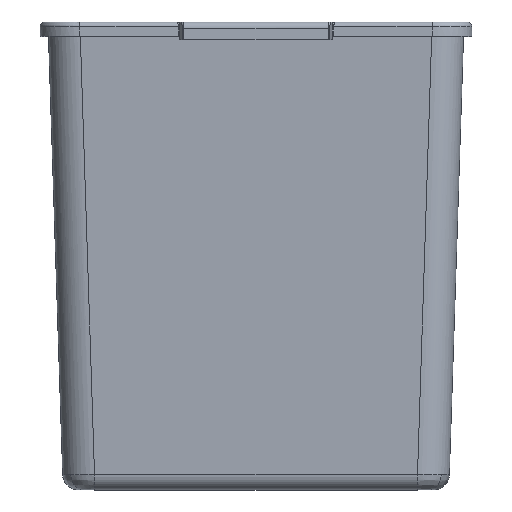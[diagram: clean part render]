
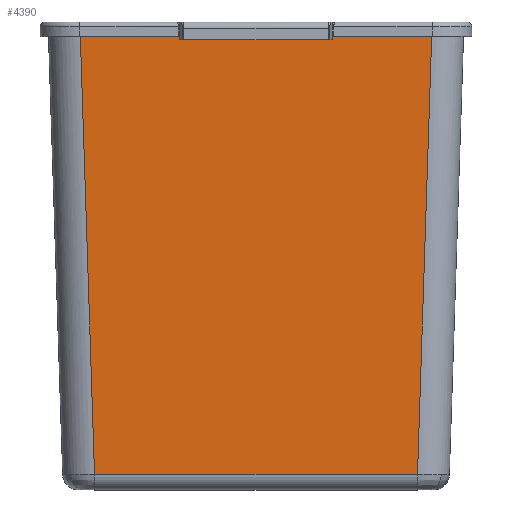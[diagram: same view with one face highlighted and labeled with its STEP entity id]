
A CAD part, top view. The second image highlights one B-rep face of the part: STEP entity #4390.
In plain terms, the highlighted planar face has unit normal (0, -0.029, 1).
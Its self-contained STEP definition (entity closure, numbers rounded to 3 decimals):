
#46 = VECTOR ( 'NONE', #7155, 1000. ) ;
#408 = EDGE_LOOP ( 'NONE', ( #6633, #2810, #1136, #4226 ) ) ;
#427 = VECTOR ( 'NONE', #5342, 1000. ) ;
#727 = VERTEX_POINT ( 'NONE', #5908 ) ;
#848 = LINE ( 'NONE', #1950, #1796 ) ;
#1136 = ORIENTED_EDGE ( 'NONE', *, *, #4103, .T. ) ;
#1332 = CARTESIAN_POINT ( 'NONE',  ( 100.864, -4.449, 40.871 ) ) ;
#1796 = VECTOR ( 'NONE', #6726, 1000. ) ;
#1803 = VECTOR ( 'NONE', #7121, 1000. ) ;
#1950 = CARTESIAN_POINT ( 'NONE',  ( -100.864, -4.449, 40.871 ) ) ;
#2237 = VERTEX_POINT ( 'NONE', #3039 ) ;
#2275 = EDGE_CURVE ( 'NONE', #2564, #4351, #4883, .T. ) ;
#2347 = CARTESIAN_POINT ( 'NONE',  ( -101.323, 9.71, 41.281 ) ) ;
#2564 = VERTEX_POINT ( 'NONE', #2347 ) ;
#2810 = ORIENTED_EDGE ( 'NONE', *, *, #5227, .T. ) ;
#3039 = CARTESIAN_POINT ( 'NONE',  ( 110.217, 284.481, 49.239 ) ) ;
#3081 = LINE ( 'NONE', #1332, #427 ) ;
#3832 = CARTESIAN_POINT ( 'NONE',  ( 101.323, 9.71, 41.281 ) ) ;
#4103 = EDGE_CURVE ( 'NONE', #727, #2564, #848, .T. ) ;
#4153 = CARTESIAN_POINT ( 'NONE',  ( 0., 9.71, 41.281 ) ) ;
#4226 = ORIENTED_EDGE ( 'NONE', *, *, #2275, .T. ) ;
#4351 = VERTEX_POINT ( 'NONE', #3832 ) ;
#4390 = ADVANCED_FACE ( 'NONE', ( #7104 ), #5205, .F. ) ;
#4598 = DIRECTION ( 'NONE',  ( 0., 1., 0.029 ) ) ;
#4883 = LINE ( 'NONE', #4153, #46 ) ;
#5205 = PLANE ( 'NONE',  #7328 ) ;
#5227 = EDGE_CURVE ( 'NONE', #2237, #727, #5493, .T. ) ;
#5342 = DIRECTION ( 'NONE',  ( 0.032, 0.999, 0.029 ) ) ;
#5493 = LINE ( 'NONE', #6507, #1803 ) ;
#5554 = EDGE_CURVE ( 'NONE', #4351, #2237, #3081, .T. ) ;
#5908 = CARTESIAN_POINT ( 'NONE',  ( -110.217, 284.481, 49.239 ) ) ;
#6507 = CARTESIAN_POINT ( 'NONE',  ( 0., 284.481, 49.239 ) ) ;
#6633 = ORIENTED_EDGE ( 'NONE', *, *, #5554, .T. ) ;
#6726 = DIRECTION ( 'NONE',  ( 0.032, -0.999, -0.029 ) ) ;
#6993 = DIRECTION ( 'NONE',  ( 0., 0.029, -1. ) ) ;
#7065 = CARTESIAN_POINT ( 'NONE',  ( 0., -1.186, 40.966 ) ) ;
#7104 = FACE_OUTER_BOUND ( 'NONE', #408, .T. ) ;
#7121 = DIRECTION ( 'NONE',  ( -1., 0., 0. ) ) ;
#7155 = DIRECTION ( 'NONE',  ( 1., 0., 0. ) ) ;
#7328 = AXIS2_PLACEMENT_3D ( 'NONE', #7065, #6993, #4598 ) ;
